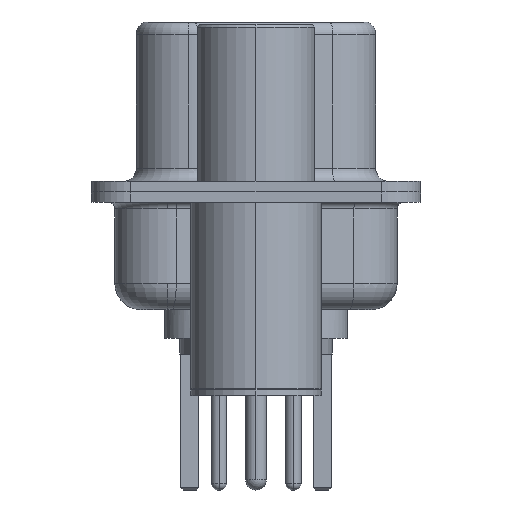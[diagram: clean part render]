
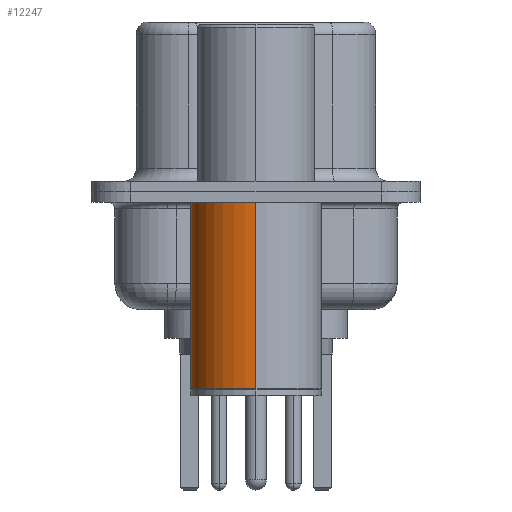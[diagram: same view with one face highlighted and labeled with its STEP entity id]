
A CAD part, left-side view. The second image highlights one B-rep face of the part: STEP entity #12247.
In plain terms, the highlighted cylindrical face has radius 2.5 mm (diameter 5 mm), a partial arc.
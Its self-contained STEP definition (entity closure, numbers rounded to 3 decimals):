
#1624 = VERTEX_POINT ( 'NONE', #11134 ) ;
#2266 = CIRCLE ( 'NONE', #16572, 2.5 ) ;
#2847 = EDGE_LOOP ( 'NONE', ( #18530, #6574, #20488, #18959 ) ) ;
#2906 = DIRECTION ( 'NONE',  ( 0., 0., 1. ) ) ;
#2926 = DIRECTION ( 'NONE',  ( 1., 0., 0. ) ) ;
#3070 = CARTESIAN_POINT ( 'NONE',  ( 0., 0., 0.581 ) ) ;
#4970 = EDGE_CURVE ( 'NONE', #1624, #11396, #21167, .T. ) ;
#5822 = VECTOR ( 'NONE', #20546, 1000. ) ;
#6574 = ORIENTED_EDGE ( 'NONE', *, *, #19060, .T. ) ;
#6812 = FACE_OUTER_BOUND ( 'NONE', #2847, .T. ) ;
#8772 = CARTESIAN_POINT ( 'NONE',  ( 2.5, 0., 0.581 ) ) ;
#9293 = VECTOR ( 'NONE', #2906, 1000. ) ;
#9464 = EDGE_CURVE ( 'NONE', #16662, #14949, #2266, .T. ) ;
#9672 = DIRECTION ( 'NONE',  ( 0., 0., 1. ) ) ;
#9733 = AXIS2_PLACEMENT_3D ( 'NONE', #3070, #9672, #16426 ) ;
#10947 = CARTESIAN_POINT ( 'NONE',  ( -2.5, 0., -0.4 ) ) ;
#11134 = CARTESIAN_POINT ( 'NONE',  ( 2.5, 0., -0.4 ) ) ;
#11177 = CARTESIAN_POINT ( 'NONE',  ( -2.5, 0., 0.581 ) ) ;
#11205 = EDGE_CURVE ( 'NONE', #16662, #1624, #18671, .T. ) ;
#11396 = VERTEX_POINT ( 'NONE', #10947 ) ;
#12247 = ADVANCED_FACE ( 'NONE', ( #6812 ), #19168, .T. ) ;
#13164 = CARTESIAN_POINT ( 'NONE',  ( 2.5, 0., -7.525 ) ) ;
#13245 = LINE ( 'NONE', #11177, #9293 ) ;
#14217 = CARTESIAN_POINT ( 'NONE',  ( -2.5, 0., -7.525 ) ) ;
#14493 = AXIS2_PLACEMENT_3D ( 'NONE', #21196, #21226, #2926 ) ;
#14949 = VERTEX_POINT ( 'NONE', #14217 ) ;
#16426 = DIRECTION ( 'NONE',  ( 1., 0., 0. ) ) ;
#16572 = AXIS2_PLACEMENT_3D ( 'NONE', #20069, #17868, #17260 ) ;
#16662 = VERTEX_POINT ( 'NONE', #13164 ) ;
#17260 = DIRECTION ( 'NONE',  ( 1., 0., 0. ) ) ;
#17868 = DIRECTION ( 'NONE',  ( 0., 0., 1. ) ) ;
#18530 = ORIENTED_EDGE ( 'NONE', *, *, #9464, .T. ) ;
#18671 = LINE ( 'NONE', #8772, #5822 ) ;
#18959 = ORIENTED_EDGE ( 'NONE', *, *, #11205, .F. ) ;
#19060 = EDGE_CURVE ( 'NONE', #14949, #11396, #13245, .T. ) ;
#19168 = CYLINDRICAL_SURFACE ( 'NONE', #9733, 2.5 ) ;
#20069 = CARTESIAN_POINT ( 'NONE',  ( 0., 0., -7.525 ) ) ;
#20488 = ORIENTED_EDGE ( 'NONE', *, *, #4970, .F. ) ;
#20546 = DIRECTION ( 'NONE',  ( 0., 0., 1. ) ) ;
#21167 = CIRCLE ( 'NONE', #14493, 2.5 ) ;
#21196 = CARTESIAN_POINT ( 'NONE',  ( 0., 0., -0.4 ) ) ;
#21226 = DIRECTION ( 'NONE',  ( 0., 0., 1. ) ) ;
